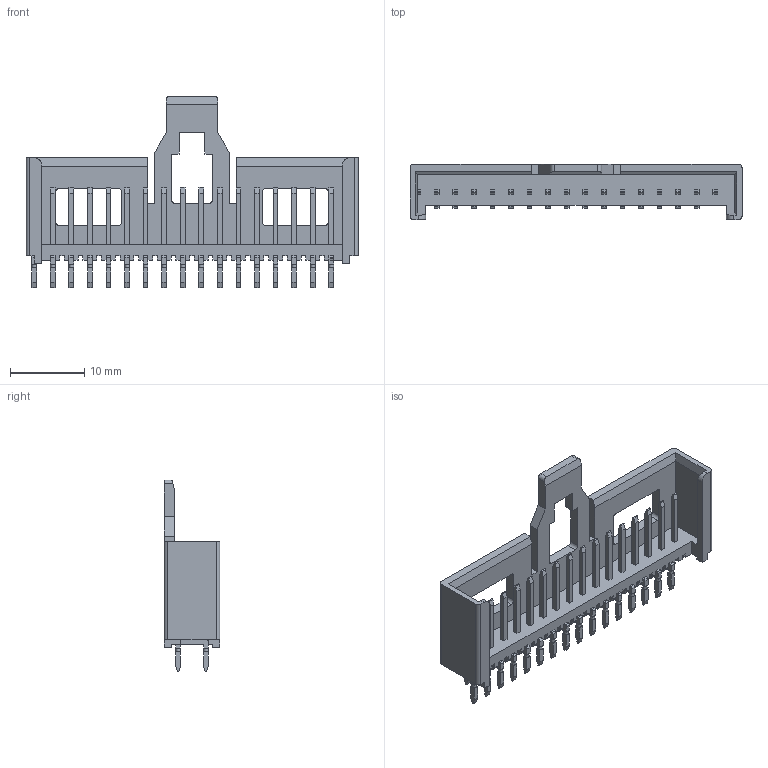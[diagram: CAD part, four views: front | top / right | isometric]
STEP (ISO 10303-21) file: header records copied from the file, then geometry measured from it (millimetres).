
FILE_DESCRIPTION(('Unknown'),'2;1');
FILE_NAME('','Unknown',('Unknown'),('Unknown'),'','Unknown','');
FILE_SCHEMA(('CONFIG_CONTROL_DESIGN'));
Length unit declared in the file: millimetre
Products named in the file (34): Lumberg-Stift; MSFQ
Assembly tree (33 placements, depth 2):
  (unnamed)
    Lumberg-Stift
    Lumberg-Stift
    Lumberg-Stift
    Lumberg-Stift
    Lumberg-Stift
    Lumberg-Stift
    Lumberg-Stift
    Lumberg-Stift
    Lumberg-Stift
    Lumberg-Stift
    Lumberg-Stift
    Lumberg-Stift
    Lumberg-Stift
    Lumberg-Stift
    Lumberg-Stift
    Lumberg-Stift
    Lumberg-Stift
    Lumberg-Stift
    Lumberg-Stift
    Lumberg-Stift
    Lumberg-Stift
    Lumberg-Stift
    Lumberg-Stift
    Lumberg-Stift
    Lumberg-Stift
    Lumberg-Stift
    Lumberg-Stift
    Lumberg-Stift
    Lumberg-Stift
    Lumberg-Stift
    Lumberg-Stift
    Lumberg-Stift
    MSFQ
Bounding box: 44.7 x 7.5 x 25.82 mm (x, y, z)
Volume: 1351 mm3; surface area: 3561.6 mm2
Topology: 33 solids, 33 shells, 1684 faces, 4184 edges, 2596 vertices
Faces by surface type: plane 1437, cylinder 247
Full cylindrical faces by diameter (mm): 0.63 x64
Entity records: 44346 total; most frequent: ORIENTED_EDGE 8240, CARTESIAN_POINT 6568, DIRECTION 5413, EDGE_CURVE 4120, VERTEX_POINT 2596, LINE 2531, VECTOR 2531, EDGE_LOOP 1816
